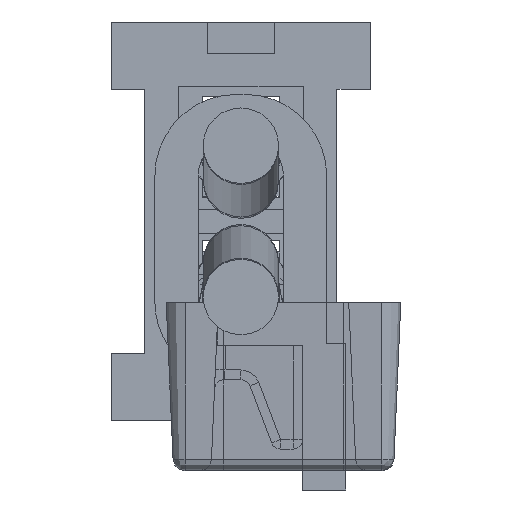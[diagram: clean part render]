
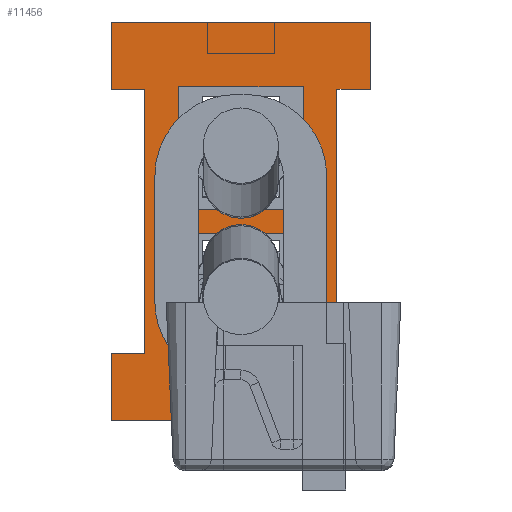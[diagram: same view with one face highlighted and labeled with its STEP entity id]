
A CAD part, front view. The second image highlights one B-rep face of the part: STEP entity #11456.
In plain terms, the highlighted planar face has unit normal (0, -1, 0).
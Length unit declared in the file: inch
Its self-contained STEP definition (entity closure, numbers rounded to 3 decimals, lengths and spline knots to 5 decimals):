
#168=FACE_BOUND('',#1738,.T.);
#169=FACE_BOUND('',#1739,.T.);
#573=PLANE('',#12367);
#1075=FACE_OUTER_BOUND('',#1737,.T.);
#1737=EDGE_LOOP('',(#9290,#9291,#9292,#9293,#9294,#9295,#9296,#9297,#9298,
#9299,#9300,#9301,#9302,#9303,#9304,#9305));
#1738=EDGE_LOOP('',(#9306,#9307,#9308,#9309));
#1739=EDGE_LOOP('',(#9310,#9311,#9312,#9313));
#2650=LINE('',#21831,#3734);
#2659=LINE('',#21850,#3743);
#2665=LINE('',#21862,#3749);
#2683=LINE('',#21899,#3767);
#2687=LINE('',#21907,#3771);
#2688=LINE('',#21909,#3772);
#2689=LINE('',#21910,#3773);
#2690=LINE('',#21912,#3774);
#2691=LINE('',#21914,#3775);
#2692=LINE('',#21916,#3776);
#2693=LINE('',#21918,#3777);
#2694=LINE('',#21919,#3778);
#2695=LINE('',#21921,#3779);
#2696=LINE('',#21922,#3780);
#2697=LINE('',#21924,#3781);
#2698=LINE('',#21925,#3782);
#2699=LINE('',#21928,#3783);
#2700=LINE('',#21930,#3784);
#2701=LINE('',#21932,#3785);
#2702=LINE('',#21933,#3786);
#2703=LINE('',#21936,#3787);
#2704=LINE('',#21938,#3788);
#2705=LINE('',#21940,#3789);
#2706=LINE('',#21941,#3790);
#3734=VECTOR('',#14596,0.03937);
#3743=VECTOR('',#14609,0.03937);
#3749=VECTOR('',#14617,0.03937);
#3767=VECTOR('',#14645,0.03937);
#3771=VECTOR('',#14651,0.03937);
#3772=VECTOR('',#14652,0.03937);
#3773=VECTOR('',#14653,0.03937);
#3774=VECTOR('',#14654,0.03937);
#3775=VECTOR('',#14655,0.03937);
#3776=VECTOR('',#14656,0.03937);
#3777=VECTOR('',#14657,0.03937);
#3778=VECTOR('',#14658,0.03937);
#3779=VECTOR('',#14659,0.03937);
#3780=VECTOR('',#14660,0.03937);
#3781=VECTOR('',#14661,0.03937);
#3782=VECTOR('',#14662,0.03937);
#3783=VECTOR('',#14663,0.03937);
#3784=VECTOR('',#14664,0.03937);
#3785=VECTOR('',#14665,0.03937);
#3786=VECTOR('',#14666,0.03937);
#3787=VECTOR('',#14667,0.03937);
#3788=VECTOR('',#14668,0.03937);
#3789=VECTOR('',#14669,0.03937);
#3790=VECTOR('',#14670,0.03937);
#5271=VERTEX_POINT('',#21828);
#5272=VERTEX_POINT('',#21830);
#5278=VERTEX_POINT('',#21846);
#5280=VERTEX_POINT('',#21849);
#5283=VERTEX_POINT('',#21856);
#5285=VERTEX_POINT('',#21860);
#5298=VERTEX_POINT('',#21896);
#5299=VERTEX_POINT('',#21898);
#5302=VERTEX_POINT('',#21906);
#5303=VERTEX_POINT('',#21908);
#5304=VERTEX_POINT('',#21911);
#5305=VERTEX_POINT('',#21913);
#5306=VERTEX_POINT('',#21915);
#5307=VERTEX_POINT('',#21917);
#5308=VERTEX_POINT('',#21920);
#5309=VERTEX_POINT('',#21923);
#5310=VERTEX_POINT('',#21926);
#5311=VERTEX_POINT('',#21927);
#5312=VERTEX_POINT('',#21929);
#5313=VERTEX_POINT('',#21931);
#5314=VERTEX_POINT('',#21934);
#5315=VERTEX_POINT('',#21935);
#5316=VERTEX_POINT('',#21937);
#5317=VERTEX_POINT('',#21939);
#6686=EDGE_CURVE('',#5272,#5271,#2650,.T.);
#6695=EDGE_CURVE('',#5278,#5280,#2659,.T.);
#6701=EDGE_CURVE('',#5285,#5283,#2665,.T.);
#6719=EDGE_CURVE('',#5299,#5298,#2683,.T.);
#6723=EDGE_CURVE('',#5278,#5302,#2687,.T.);
#6724=EDGE_CURVE('',#5303,#5302,#2688,.T.);
#6725=EDGE_CURVE('',#5303,#5283,#2689,.T.);
#6726=EDGE_CURVE('',#5304,#5285,#2690,.T.);
#6727=EDGE_CURVE('',#5304,#5305,#2691,.T.);
#6728=EDGE_CURVE('',#5306,#5305,#2692,.T.);
#6729=EDGE_CURVE('',#5307,#5306,#2693,.T.);
#6730=EDGE_CURVE('',#5272,#5307,#2694,.T.);
#6731=EDGE_CURVE('',#5271,#5308,#2695,.T.);
#6732=EDGE_CURVE('',#5308,#5299,#2696,.T.);
#6733=EDGE_CURVE('',#5309,#5298,#2697,.T.);
#6734=EDGE_CURVE('',#5309,#5280,#2698,.T.);
#6735=EDGE_CURVE('',#5310,#5311,#2699,.T.);
#6736=EDGE_CURVE('',#5311,#5312,#2700,.T.);
#6737=EDGE_CURVE('',#5312,#5313,#2701,.T.);
#6738=EDGE_CURVE('',#5313,#5310,#2702,.T.);
#6739=EDGE_CURVE('',#5314,#5315,#2703,.T.);
#6740=EDGE_CURVE('',#5315,#5316,#2704,.T.);
#6741=EDGE_CURVE('',#5316,#5317,#2705,.T.);
#6742=EDGE_CURVE('',#5317,#5314,#2706,.T.);
#9290=ORIENTED_EDGE('',*,*,#6695,.F.);
#9291=ORIENTED_EDGE('',*,*,#6723,.T.);
#9292=ORIENTED_EDGE('',*,*,#6724,.F.);
#9293=ORIENTED_EDGE('',*,*,#6725,.T.);
#9294=ORIENTED_EDGE('',*,*,#6701,.F.);
#9295=ORIENTED_EDGE('',*,*,#6726,.F.);
#9296=ORIENTED_EDGE('',*,*,#6727,.T.);
#9297=ORIENTED_EDGE('',*,*,#6728,.F.);
#9298=ORIENTED_EDGE('',*,*,#6729,.F.);
#9299=ORIENTED_EDGE('',*,*,#6730,.F.);
#9300=ORIENTED_EDGE('',*,*,#6686,.T.);
#9301=ORIENTED_EDGE('',*,*,#6731,.T.);
#9302=ORIENTED_EDGE('',*,*,#6732,.T.);
#9303=ORIENTED_EDGE('',*,*,#6719,.T.);
#9304=ORIENTED_EDGE('',*,*,#6733,.F.);
#9305=ORIENTED_EDGE('',*,*,#6734,.T.);
#9306=ORIENTED_EDGE('',*,*,#6735,.T.);
#9307=ORIENTED_EDGE('',*,*,#6736,.T.);
#9308=ORIENTED_EDGE('',*,*,#6737,.T.);
#9309=ORIENTED_EDGE('',*,*,#6738,.T.);
#9310=ORIENTED_EDGE('',*,*,#6739,.T.);
#9311=ORIENTED_EDGE('',*,*,#6740,.T.);
#9312=ORIENTED_EDGE('',*,*,#6741,.T.);
#9313=ORIENTED_EDGE('',*,*,#6742,.T.);
#11456=ADVANCED_FACE('',(#1075,#168,#169),#573,.F.);
#12367=AXIS2_PLACEMENT_3D('',#21905,#14649,#14650);
#14596=DIRECTION('',(-1.,0.,0.));
#14609=DIRECTION('',(-1.,0.,0.));
#14617=DIRECTION('',(-1.,0.,0.));
#14645=DIRECTION('',(0.,0.,-1.));
#14649=DIRECTION('center_axis',(0.,1.,0.));
#14650=DIRECTION('ref_axis',(1.,0.,0.));
#14651=DIRECTION('',(0.,0.,1.));
#14652=DIRECTION('',(-1.,0.,0.));
#14653=DIRECTION('',(0.,0.,-1.));
#14654=DIRECTION('',(0.,0.,-1.));
#14655=DIRECTION('',(-1.,0.,0.));
#14656=DIRECTION('',(0.,0.,-1.));
#14657=DIRECTION('',(-1.,0.,0.));
#14658=DIRECTION('',(0.,0.,-1.));
#14659=DIRECTION('',(0.,0.,-1.));
#14660=DIRECTION('',(1.,0.,0.));
#14661=DIRECTION('',(1.,0.,0.));
#14662=DIRECTION('',(0.,0.,-1.));
#14663=DIRECTION('',(0.,0.,1.));
#14664=DIRECTION('',(1.,0.,0.));
#14665=DIRECTION('',(0.,0.,-1.));
#14666=DIRECTION('',(-1.,0.,0.));
#14667=DIRECTION('',(0.,0.,1.));
#14668=DIRECTION('',(1.,0.,0.));
#14669=DIRECTION('',(0.,0.,-1.));
#14670=DIRECTION('',(-1.,0.,0.));
#21828=CARTESIAN_POINT('',(-0.1063,0.,0.16339));
#21830=CARTESIAN_POINT('',(0.1063,0.,0.16339));
#21831=CARTESIAN_POINT('',(0.07874,0.,0.16339));
#21846=CARTESIAN_POINT('',(-0.02756,0.,-0.16339));
#21849=CARTESIAN_POINT('',(-0.1063,0.,-0.16339));
#21850=CARTESIAN_POINT('',(0.07874,0.,-0.16339));
#21856=CARTESIAN_POINT('',(0.02756,0.,-0.16339));
#21860=CARTESIAN_POINT('',(0.1063,0.,-0.16339));
#21862=CARTESIAN_POINT('',(0.07874,0.,-0.16339));
#21896=CARTESIAN_POINT('',(-0.07874,0.,-0.10827));
#21898=CARTESIAN_POINT('',(-0.07874,0.,0.10827));
#21899=CARTESIAN_POINT('',(-0.07874,0.,0.16339));
#21905=CARTESIAN_POINT('Origin',(0.07874,0.,
0.16339));
#21906=CARTESIAN_POINT('',(-0.02756,0.,-0.1378));
#21907=CARTESIAN_POINT('',(-0.02756,0.,0.16339));
#21908=CARTESIAN_POINT('',(0.02756,0.,-0.1378));
#21909=CARTESIAN_POINT('',(0.07874,0.,-0.1378));
#21910=CARTESIAN_POINT('',(0.02756,0.,0.16339));
#21911=CARTESIAN_POINT('',(0.1063,0.,-0.10827));
#21912=CARTESIAN_POINT('',(0.1063,0.,-0.10827));
#21913=CARTESIAN_POINT('',(0.07874,0.,-0.10827));
#21914=CARTESIAN_POINT('',(0.1063,0.,-0.10827));
#21915=CARTESIAN_POINT('',(0.07874,0.,0.10827));
#21916=CARTESIAN_POINT('',(0.07874,0.,0.16339));
#21917=CARTESIAN_POINT('',(0.1063,0.,0.10827));
#21918=CARTESIAN_POINT('',(0.1063,0.,0.10827));
#21919=CARTESIAN_POINT('',(0.1063,0.,0.16339));
#21920=CARTESIAN_POINT('',(-0.1063,0.,0.10827));
#21921=CARTESIAN_POINT('',(-0.1063,0.,0.16339));
#21922=CARTESIAN_POINT('',(-0.1063,0.,0.10827));
#21923=CARTESIAN_POINT('',(-0.1063,0.,-0.10827));
#21924=CARTESIAN_POINT('',(-0.1063,0.,-0.10827));
#21925=CARTESIAN_POINT('',(-0.1063,0.,-0.10827));
#21926=CARTESIAN_POINT('',(-0.05118,0.,0.00984));
#21927=CARTESIAN_POINT('',(-0.05118,0.,0.11024));
#21928=CARTESIAN_POINT('',(-0.05118,0.,0.16339));
#21929=CARTESIAN_POINT('',(0.05118,0.,0.11024));
#21930=CARTESIAN_POINT('',(0.07874,0.,0.11024));
#21931=CARTESIAN_POINT('',(0.05118,0.,0.00984));
#21932=CARTESIAN_POINT('',(0.05118,0.,0.16339));
#21933=CARTESIAN_POINT('',(0.07874,0.,0.00984));
#21934=CARTESIAN_POINT('',(-0.05118,0.,-0.11024));
#21935=CARTESIAN_POINT('',(-0.05118,0.,-0.00984));
#21936=CARTESIAN_POINT('',(-0.05118,0.,0.16339));
#21937=CARTESIAN_POINT('',(0.05118,0.,-0.00984));
#21938=CARTESIAN_POINT('',(0.07874,0.,-0.00984));
#21939=CARTESIAN_POINT('',(0.05118,0.,-0.11024));
#21940=CARTESIAN_POINT('',(0.05118,0.,0.16339));
#21941=CARTESIAN_POINT('',(0.07874,0.,-0.11024));
